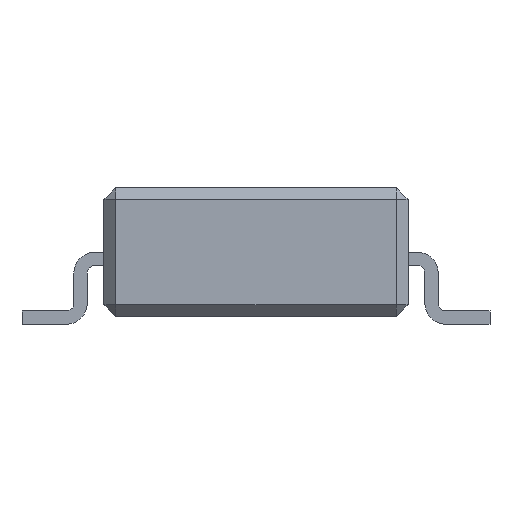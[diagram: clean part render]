
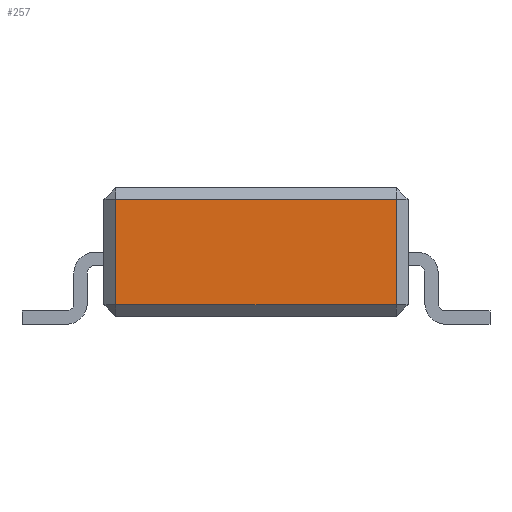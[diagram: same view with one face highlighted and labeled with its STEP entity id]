
A CAD part, front view. The second image highlights one B-rep face of the part: STEP entity #257.
In plain terms, the highlighted planar face has unit normal (0, -1, 0).
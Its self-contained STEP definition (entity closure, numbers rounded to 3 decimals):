
#13=DIRECTION('',(0.,0.,1.));
#14=DIRECTION('',(1.,0.,0.));
#98=VECTOR('',#13,1.);
#104=CARTESIAN_POINT('',(-1.95,-13.5,0.25));
#106=DIRECTION('',(0.,1.,0.));
#116=CARTESIAN_POINT('',(-1.95,-13.5,1.6));
#119=CARTESIAN_POINT('',(-1.95,-13.5,0.1));
#126=VERTEX_POINT('',#127);
#127=CARTESIAN_POINT('',(-1.8,-13.5,1.6));
#133=EDGE_CURVE('',#134,#126,#136,.T.);
#134=VERTEX_POINT('',#135);
#135=CARTESIAN_POINT('',(-1.8,-13.5,0.25));
#136=LINE('',#137,#98);
#137=CARTESIAN_POINT('',(-1.8,-13.5,0.1));
#257=ADVANCED_FACE('',(#258),#276,.F.);
#258=FACE_BOUND('',#259,.F.);
#259=EDGE_LOOP('',(#260,#261,#267,#273));
#260=ORIENTED_EDGE('',*,*,#133,.T.);
#261=ORIENTED_EDGE('',*,*,#262,.T.);
#262=EDGE_CURVE('',#126,#263,#265,.T.);
#263=VERTEX_POINT('',#264);
#264=CARTESIAN_POINT('',(1.8,-13.5,1.6));
#265=LINE('',#116,#266);
#266=VECTOR('',#14,1.);
#267=ORIENTED_EDGE('',*,*,#268,.F.);
#268=EDGE_CURVE('',#269,#263,#271,.T.);
#269=VERTEX_POINT('',#270);
#270=CARTESIAN_POINT('',(1.8,-13.5,0.25));
#271=LINE('',#272,#98);
#272=CARTESIAN_POINT('',(1.8,-13.5,0.1));
#273=ORIENTED_EDGE('',*,*,#274,.F.);
#274=EDGE_CURVE('',#134,#269,#275,.T.);
#275=LINE('',#104,#266);
#276=PLANE('',#277);
#277=AXIS2_PLACEMENT_3D('',#119,#106,#13);
